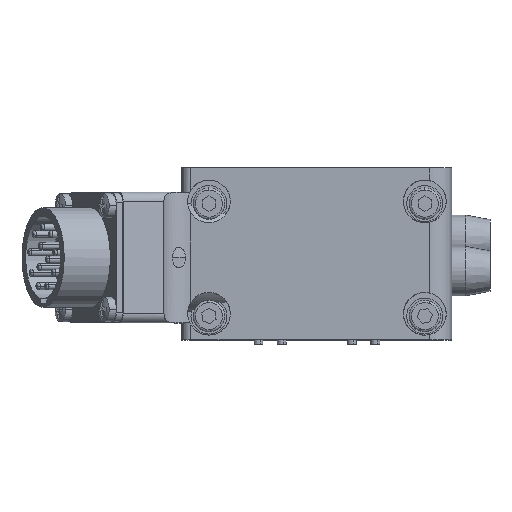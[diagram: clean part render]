
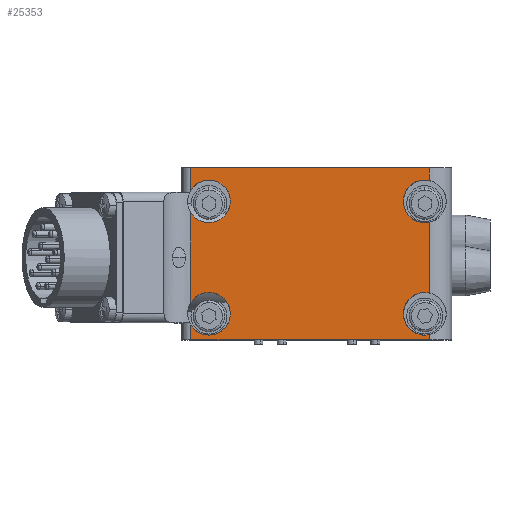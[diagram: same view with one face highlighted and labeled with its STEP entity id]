
A CAD part, top view. The second image highlights one B-rep face of the part: STEP entity #25353.
In plain terms, the highlighted planar face has unit normal (0, 0, 1).
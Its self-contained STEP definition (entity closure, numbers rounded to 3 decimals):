
#67 = EDGE_CURVE ( 'NONE', #42234, #47860, #8924, .T. ) ;
#602 = CARTESIAN_POINT ( 'NONE',  ( 45., 16.294, 33. ) ) ;
#925 = EDGE_CURVE ( 'NONE', #33401, #6104, #35984, .T. ) ;
#1792 = DIRECTION ( 'NONE',  ( -1., 0., 0. ) ) ;
#1959 = ORIENTED_EDGE ( 'NONE', *, *, #11506, .T. ) ;
#2476 = VECTOR ( 'NONE', #5958, 1000. ) ;
#2563 = DIRECTION ( 'NONE',  ( -1., 0., 0. ) ) ;
#2730 = AXIS2_PLACEMENT_3D ( 'NONE', #27178, #31049, #2563 ) ;
#2977 = DIRECTION ( 'NONE',  ( 0., -1., 0. ) ) ;
#3200 = VERTEX_POINT ( 'NONE', #22907 ) ;
#3628 = ORIENTED_EDGE ( 'NONE', *, *, #47399, .T. ) ;
#4606 = DIRECTION ( 'NONE',  ( 0., -1., 0. ) ) ;
#5269 = PLANE ( 'NONE',  #2730 ) ;
#5310 = LINE ( 'NONE', #8319, #7423 ) ;
#5382 = DIRECTION ( 'NONE',  ( 0., 0., -1. ) ) ;
#5627 = EDGE_CURVE ( 'NONE', #25741, #6389, #9604, .T. ) ;
#5713 = CARTESIAN_POINT ( 'NONE',  ( 45., -19.15, 33. ) ) ;
#5958 = DIRECTION ( 'NONE',  ( 0., -1., 0. ) ) ;
#6104 = VERTEX_POINT ( 'NONE', #43120 ) ;
#6389 = VERTEX_POINT ( 'NONE', #38620 ) ;
#6967 = EDGE_CURVE ( 'NONE', #42623, #29459, #5310, .T. ) ;
#7331 = DIRECTION ( 'NONE',  ( -1., 0., 0. ) ) ;
#7423 = VECTOR ( 'NONE', #4606, 1000. ) ;
#7831 = DIRECTION ( 'NONE',  ( 0., 0., -1. ) ) ;
#8025 = AXIS2_PLACEMENT_3D ( 'NONE', #35108, #42468, #27504 ) ;
#8319 = CARTESIAN_POINT ( 'NONE',  ( -8., 19.15, 33. ) ) ;
#8475 = ORIENTED_EDGE ( 'NONE', *, *, #18171, .T. ) ;
#8705 = DIRECTION ( 'NONE',  ( -1., 0., 0. ) ) ;
#8924 = CIRCLE ( 'NONE', #48072, 4.75 ) ;
#9597 = DIRECTION ( 'NONE',  ( 1., 0., 0. ) ) ;
#9604 = CIRCLE ( 'NONE', #32348, 4.75 ) ;
#9669 = CARTESIAN_POINT ( 'NONE',  ( -8., 19.15, 33. ) ) ;
#10394 = EDGE_CURVE ( 'NONE', #11291, #32903, #36642, .T. ) ;
#10511 = CIRCLE ( 'NONE', #25398, 4.75 ) ;
#10917 = ORIENTED_EDGE ( 'NONE', *, *, #11392, .T. ) ;
#10963 = CIRCLE ( 'NONE', #27377, 4.75 ) ;
#11127 = DIRECTION ( 'NONE',  ( 1., 0., 0. ) ) ;
#11291 = VERTEX_POINT ( 'NONE', #5713 ) ;
#11392 = EDGE_CURVE ( 'NONE', #6389, #28433, #43304, .T. ) ;
#11506 = EDGE_CURVE ( 'NONE', #28433, #21913, #40904, .T. ) ;
#11676 = AXIS2_PLACEMENT_3D ( 'NONE', #17252, #5382, #17728 ) ;
#11880 = CARTESIAN_POINT ( 'NONE',  ( 45., -17.994, 33. ) ) ;
#12434 = VECTOR ( 'NONE', #12832, 1000. ) ;
#12522 = CARTESIAN_POINT ( 'NONE',  ( 0.75, -13.35, 33. ) ) ;
#12832 = DIRECTION ( 'NONE',  ( 0., 1., 0. ) ) ;
#14094 = ORIENTED_EDGE ( 'NONE', *, *, #17910, .T. ) ;
#14182 = EDGE_CURVE ( 'NONE', #3200, #37197, #48108, .T. ) ;
#15973 = CARTESIAN_POINT ( 'NONE',  ( 44., -13.35, 33. ) ) ;
#16770 = CARTESIAN_POINT ( 'NONE',  ( 45., 19.15, 33. ) ) ;
#16963 = CARTESIAN_POINT ( 'NONE',  ( -4., -13.35, 33. ) ) ;
#17205 = DIRECTION ( 'NONE',  ( -1., 0., 0. ) ) ;
#17252 = CARTESIAN_POINT ( 'NONE',  ( 44., 11.65, 33. ) ) ;
#17478 = EDGE_LOOP ( 'NONE', ( #8475, #47093, #32073, #10917, #1959, #17489, #39526, #44581, #18371, #14094, #48336, #39223, #21921, #34282, #3628, #45638 ) ) ;
#17489 = ORIENTED_EDGE ( 'NONE', *, *, #38159, .T. ) ;
#17728 = DIRECTION ( 'NONE',  ( -1., 0., 0. ) ) ;
#17910 = EDGE_CURVE ( 'NONE', #32903, #33401, #10511, .T. ) ;
#18029 = AXIS2_PLACEMENT_3D ( 'NONE', #15973, #7831, #30608 ) ;
#18171 = EDGE_CURVE ( 'NONE', #3200, #31850, #40304, .T. ) ;
#18371 = ORIENTED_EDGE ( 'NONE', *, *, #10394, .T. ) ;
#19281 = DIRECTION ( 'NONE',  ( 0., 0., -1. ) ) ;
#19785 = LINE ( 'NONE', #26879, #25525 ) ;
#20755 = CARTESIAN_POINT ( 'NONE',  ( -4., 11.65, 33. ) ) ;
#21367 = DIRECTION ( 'NONE',  ( 0., 0., -1. ) ) ;
#21913 = VERTEX_POINT ( 'NONE', #12522 ) ;
#21921 = ORIENTED_EDGE ( 'NONE', *, *, #47453, .T. ) ;
#22907 = CARTESIAN_POINT ( 'NONE',  ( -8., 19.15, 33. ) ) ;
#23433 = VECTOR ( 'NONE', #43702, 1000. ) ;
#23664 = CARTESIAN_POINT ( 'NONE',  ( -8., -19.15, 33. ) ) ;
#24351 = LINE ( 'NONE', #16770, #23433 ) ;
#24733 = CARTESIAN_POINT ( 'NONE',  ( -8., -10.788, 33. ) ) ;
#25353 = ADVANCED_FACE ( 'NONE', ( #26941 ), #5269, .F. ) ;
#25398 = AXIS2_PLACEMENT_3D ( 'NONE', #44507, #19281, #26863 ) ;
#25525 = VECTOR ( 'NONE', #9597, 1000. ) ;
#25657 = EDGE_CURVE ( 'NONE', #29459, #11291, #19785, .T. ) ;
#25741 = VERTEX_POINT ( 'NONE', #39262 ) ;
#26863 = DIRECTION ( 'NONE',  ( -1., 0., 0. ) ) ;
#26879 = CARTESIAN_POINT ( 'NONE',  ( 50., -19.15, 33. ) ) ;
#26941 = FACE_OUTER_BOUND ( 'NONE', #17478, .T. ) ;
#27178 = CARTESIAN_POINT ( 'NONE',  ( 50., 19.15, 33. ) ) ;
#27377 = AXIS2_PLACEMENT_3D ( 'NONE', #42814, #45977, #1792 ) ;
#27504 = DIRECTION ( 'NONE',  ( -1., 0., 0. ) ) ;
#27842 = DIRECTION ( 'NONE',  ( 0., 0., -1. ) ) ;
#28433 = VERTEX_POINT ( 'NONE', #24733 ) ;
#29178 = EDGE_CURVE ( 'NONE', #31850, #25741, #10963, .T. ) ;
#29459 = VERTEX_POINT ( 'NONE', #23664 ) ;
#30608 = DIRECTION ( 'NONE',  ( -1., 0., 0. ) ) ;
#31049 = DIRECTION ( 'NONE',  ( 0., 0., -1. ) ) ;
#31701 = CARTESIAN_POINT ( 'NONE',  ( 39.25, -13.35, 33. ) ) ;
#31721 = CIRCLE ( 'NONE', #38006, 4.75 ) ;
#31850 = VERTEX_POINT ( 'NONE', #46576 ) ;
#32073 = ORIENTED_EDGE ( 'NONE', *, *, #5627, .T. ) ;
#32348 = AXIS2_PLACEMENT_3D ( 'NONE', #20755, #27842, #8705 ) ;
#32903 = VERTEX_POINT ( 'NONE', #11880 ) ;
#33401 = VERTEX_POINT ( 'NONE', #31701 ) ;
#33872 = VERTEX_POINT ( 'NONE', #39430 ) ;
#34282 = ORIENTED_EDGE ( 'NONE', *, *, #67, .T. ) ;
#34396 = CIRCLE ( 'NONE', #11676, 4.75 ) ;
#34672 = CARTESIAN_POINT ( 'NONE',  ( 45., 19.15, 33. ) ) ;
#35108 = CARTESIAN_POINT ( 'NONE',  ( -4., -13.35, 33. ) ) ;
#35630 = VECTOR ( 'NONE', #2977, 1000. ) ;
#35984 = CIRCLE ( 'NONE', #18029, 4.75 ) ;
#36099 = LINE ( 'NONE', #46367, #12434 ) ;
#36412 = CARTESIAN_POINT ( 'NONE',  ( 45., 19.15, 33. ) ) ;
#36642 = LINE ( 'NONE', #36412, #48503 ) ;
#36665 = VECTOR ( 'NONE', #11127, 1000. ) ;
#37197 = VERTEX_POINT ( 'NONE', #34672 ) ;
#37486 = DIRECTION ( 'NONE',  ( 0., 0., -1. ) ) ;
#38006 = AXIS2_PLACEMENT_3D ( 'NONE', #16963, #21367, #17205 ) ;
#38159 = EDGE_CURVE ( 'NONE', #21913, #42623, #31721, .T. ) ;
#38620 = CARTESIAN_POINT ( 'NONE',  ( -8., 9.088, 33. ) ) ;
#39223 = ORIENTED_EDGE ( 'NONE', *, *, #47454, .T. ) ;
#39262 = CARTESIAN_POINT ( 'NONE',  ( 0.75, 11.65, 33. ) ) ;
#39430 = CARTESIAN_POINT ( 'NONE',  ( 45., 7.006, 33. ) ) ;
#39526 = ORIENTED_EDGE ( 'NONE', *, *, #6967, .T. ) ;
#40304 = LINE ( 'NONE', #47380, #35630 ) ;
#40904 = CIRCLE ( 'NONE', #8025, 4.75 ) ;
#42000 = CARTESIAN_POINT ( 'NONE',  ( -8., -15.912, 33. ) ) ;
#42234 = VERTEX_POINT ( 'NONE', #46299 ) ;
#42468 = DIRECTION ( 'NONE',  ( 0., 0., -1. ) ) ;
#42623 = VERTEX_POINT ( 'NONE', #42000 ) ;
#42814 = CARTESIAN_POINT ( 'NONE',  ( -4., 11.65, 33. ) ) ;
#43120 = CARTESIAN_POINT ( 'NONE',  ( 45., -8.706, 33. ) ) ;
#43304 = LINE ( 'NONE', #9669, #2476 ) ;
#43702 = DIRECTION ( 'NONE',  ( 0., 1., 0. ) ) ;
#44507 = CARTESIAN_POINT ( 'NONE',  ( 44., -13.35, 33. ) ) ;
#44581 = ORIENTED_EDGE ( 'NONE', *, *, #25657, .T. ) ;
#44719 = CARTESIAN_POINT ( 'NONE',  ( 50., 19.15, 33. ) ) ;
#45343 = CARTESIAN_POINT ( 'NONE',  ( 44., 11.65, 33. ) ) ;
#45638 = ORIENTED_EDGE ( 'NONE', *, *, #14182, .F. ) ;
#45977 = DIRECTION ( 'NONE',  ( 0., 0., -1. ) ) ;
#46299 = CARTESIAN_POINT ( 'NONE',  ( 39.25, 11.65, 33. ) ) ;
#46367 = CARTESIAN_POINT ( 'NONE',  ( 45., 19.15, 33. ) ) ;
#46576 = CARTESIAN_POINT ( 'NONE',  ( -8., 14.212, 33. ) ) ;
#47093 = ORIENTED_EDGE ( 'NONE', *, *, #29178, .T. ) ;
#47380 = CARTESIAN_POINT ( 'NONE',  ( -8., 19.15, 33. ) ) ;
#47399 = EDGE_CURVE ( 'NONE', #47860, #37197, #24351, .T. ) ;
#47408 = DIRECTION ( 'NONE',  ( 0., 1., 0. ) ) ;
#47453 = EDGE_CURVE ( 'NONE', #33872, #42234, #34396, .T. ) ;
#47454 = EDGE_CURVE ( 'NONE', #6104, #33872, #36099, .T. ) ;
#47860 = VERTEX_POINT ( 'NONE', #602 ) ;
#48072 = AXIS2_PLACEMENT_3D ( 'NONE', #45343, #37486, #7331 ) ;
#48108 = LINE ( 'NONE', #44719, #36665 ) ;
#48336 = ORIENTED_EDGE ( 'NONE', *, *, #925, .T. ) ;
#48503 = VECTOR ( 'NONE', #47408, 1000. ) ;
